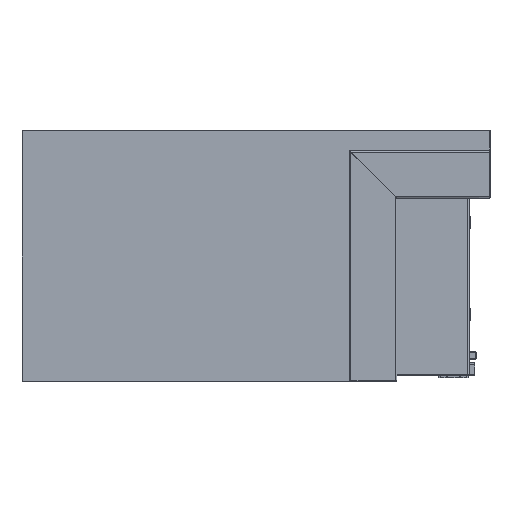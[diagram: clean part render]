
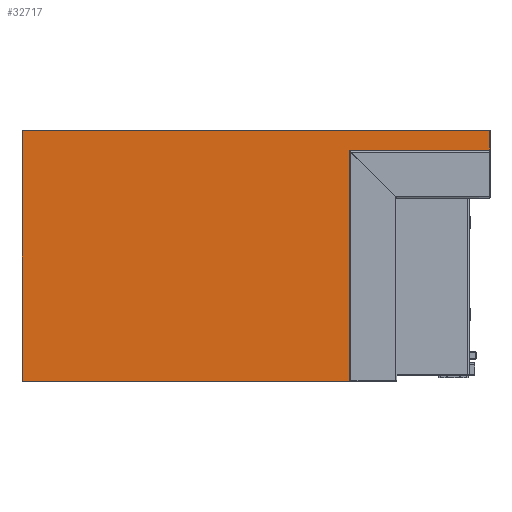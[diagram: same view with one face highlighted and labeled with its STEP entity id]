
A CAD part, left-side view. The second image highlights one B-rep face of the part: STEP entity #32717.
In plain terms, the highlighted face is planar.
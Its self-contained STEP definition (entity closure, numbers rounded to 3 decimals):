
#10954=ORIENTED_EDGE('',*,*,#15953,.T.);
#10955=ORIENTED_EDGE('',*,*,#15914,.T.);
#10956=ORIENTED_EDGE('',*,*,#15945,.T.);
#10957=ORIENTED_EDGE('',*,*,#15942,.T.);
#10958=ORIENTED_EDGE('',*,*,#15934,.F.);
#10959=ORIENTED_EDGE('',*,*,#15927,.T.);
#15914=EDGE_CURVE('',#19080,#19079,#22158,.T.);
#15927=EDGE_CURVE('',#19093,#19092,#22171,.T.);
#15934=EDGE_CURVE('',#19093,#19098,#22178,.T.);
#15942=EDGE_CURVE('',#19103,#19098,#22186,.T.);
#15945=EDGE_CURVE('',#19079,#19103,#22189,.T.);
#15953=EDGE_CURVE('',#19092,#19080,#22197,.T.);
#19079=VERTEX_POINT('',#68207);
#19080=VERTEX_POINT('',#68209);
#19092=VERTEX_POINT('',#68235);
#19093=VERTEX_POINT('',#68237);
#19098=VERTEX_POINT('',#68250);
#19103=VERTEX_POINT('',#68263);
#22158=LINE('',#68208,#25305);
#22171=LINE('',#68236,#25318);
#22178=LINE('',#68249,#25325);
#22186=LINE('',#68265,#25333);
#22189=LINE('',#68269,#25336);
#22197=LINE('',#68285,#25344);
#25305=VECTOR('',#44867,1000.);
#25318=VECTOR('',#44884,1000.);
#25325=VECTOR('',#44893,1000.);
#25333=VECTOR('',#44905,1000.);
#25336=VECTOR('',#44910,1000.);
#25344=VECTOR('',#44934,1000.);
#27613=EDGE_LOOP('',(#10954,#10955,#10956,#10957,#10958,#10959));
#29746=FACE_BOUND('',#27613,.T.);
#30898=PLANE('',#36411);
#32717=ADVANCED_FACE('',(#29746),#30898,.T.);
#36411=AXIS2_PLACEMENT_3D('',#68284,#44932,#44933);
#44867=DIRECTION('',(0.,1.,0.));
#44884=DIRECTION('',(0.,1.,0.));
#44893=DIRECTION('',(1.,0.,0.));
#44905=DIRECTION('',(0.,-1.,0.));
#44910=DIRECTION('',(1.,0.,0.));
#44932=DIRECTION('',(0.,0.,-1.));
#44933=DIRECTION('',(-1.,0.,0.));
#44934=DIRECTION('',(-1.,0.,0.));
#68207=CARTESIAN_POINT('',(301.1,328.33,-42.5));
#68208=CARTESIAN_POINT('',(301.1,328.33,-42.5));
#68209=CARTESIAN_POINT('',(301.1,286.93,-42.5));
#68235=CARTESIAN_POINT('',(470.1,286.93,-42.5));
#68236=CARTESIAN_POINT('',(470.1,0.,-42.5));
#68237=CARTESIAN_POINT('',(470.1,0.,-42.5));
#68249=CARTESIAN_POINT('',(470.1,0.,-42.5));
#68250=CARTESIAN_POINT('',(914.1,0.,-42.5));
#68263=CARTESIAN_POINT('',(914.1,328.33,-42.5));
#68265=CARTESIAN_POINT('',(914.1,328.33,-42.5));
#68269=CARTESIAN_POINT('',(-193.9,328.33,-42.5));
#68284=CARTESIAN_POINT('',(-193.9,328.33,-42.5));
#68285=CARTESIAN_POINT('',(914.1,286.93,-42.5));
